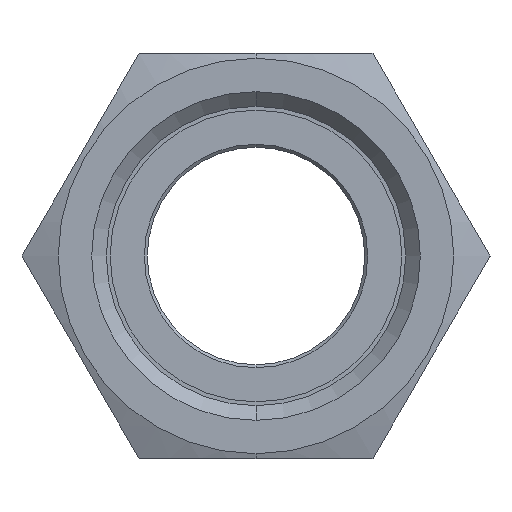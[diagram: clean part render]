
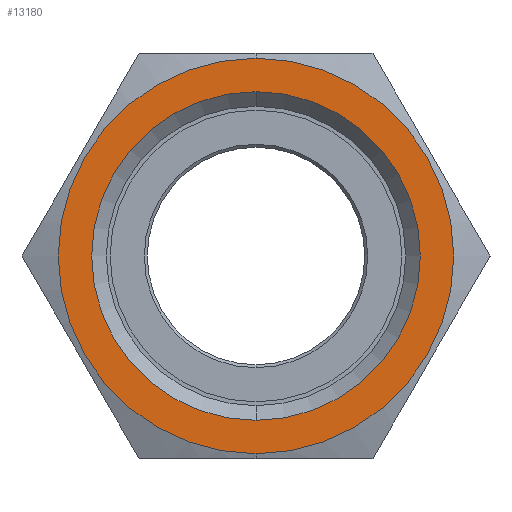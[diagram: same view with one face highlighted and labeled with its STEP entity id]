
A CAD part, left-side view. The second image highlights one B-rep face of the part: STEP entity #13180.
In plain terms, the highlighted planar face has unit normal (-1, 0, 0).
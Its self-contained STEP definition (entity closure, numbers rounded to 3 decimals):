
#136 = DIRECTION ( 'NONE',  ( 0., 0., 1. ) ) ;
#267 = AXIS2_PLACEMENT_3D ( 'NONE', #2975, #15243, #11504 ) ;
#325 = ORIENTED_EDGE ( 'NONE', *, *, #15297, .F. ) ;
#385 = ORIENTED_EDGE ( 'NONE', *, *, #1975, .F. ) ;
#538 = CIRCLE ( 'NONE', #14394, 16.625 ) ;
#1543 = CARTESIAN_POINT ( 'NONE',  ( -63., 0., -20. ) ) ;
#1836 = CARTESIAN_POINT ( 'NONE',  ( -63., 0., 0. ) ) ;
#1975 = EDGE_CURVE ( 'NONE', #9590, #15019, #538, .T. ) ;
#2116 = ORIENTED_EDGE ( 'NONE', *, *, #3680, .T. ) ;
#2143 = DIRECTION ( 'NONE',  ( 1., 0., 0. ) ) ;
#2678 = CIRCLE ( 'NONE', #267, 20. ) ;
#2975 = CARTESIAN_POINT ( 'NONE',  ( -63., 0., 0. ) ) ;
#3052 = CARTESIAN_POINT ( 'NONE',  ( -63., 0., 20. ) ) ;
#3276 = VERTEX_POINT ( 'NONE', #1543 ) ;
#3320 = PLANE ( 'NONE',  #13571 ) ;
#3680 = EDGE_CURVE ( 'NONE', #5072, #3276, #2678, .T. ) ;
#3711 = CARTESIAN_POINT ( 'NONE',  ( -63., 0., 0. ) ) ;
#4593 = DIRECTION ( 'NONE',  ( 0., 0., -1. ) ) ;
#5003 = CIRCLE ( 'NONE', #5896, 16.625 ) ;
#5072 = VERTEX_POINT ( 'NONE', #3052 ) ;
#5896 = AXIS2_PLACEMENT_3D ( 'NONE', #11419, #6623, #7763 ) ;
#6257 = EDGE_CURVE ( 'NONE', #3276, #5072, #11039, .T. ) ;
#6623 = DIRECTION ( 'NONE',  ( -1., 0., 0. ) ) ;
#6647 = DIRECTION ( 'NONE',  ( 0., 0., 1. ) ) ;
#7367 = FACE_OUTER_BOUND ( 'NONE', #10215, .T. ) ;
#7667 = CARTESIAN_POINT ( 'NONE',  ( -63., 0., 16.625 ) ) ;
#7763 = DIRECTION ( 'NONE',  ( 0., 0., 1. ) ) ;
#8289 = CARTESIAN_POINT ( 'NONE',  ( -63., 20., 0. ) ) ;
#8742 = DIRECTION ( 'NONE',  ( -1., 0., 0. ) ) ;
#9590 = VERTEX_POINT ( 'NONE', #7667 ) ;
#10215 = EDGE_LOOP ( 'NONE', ( #15614, #2116 ) ) ;
#10835 = EDGE_LOOP ( 'NONE', ( #385, #325 ) ) ;
#10885 = CARTESIAN_POINT ( 'NONE',  ( -63., 0., -16.625 ) ) ;
#11039 = CIRCLE ( 'NONE', #11442, 20. ) ;
#11419 = CARTESIAN_POINT ( 'NONE',  ( -63., 0., 0. ) ) ;
#11442 = AXIS2_PLACEMENT_3D ( 'NONE', #3711, #8742, #136 ) ;
#11504 = DIRECTION ( 'NONE',  ( 0., 0., 1. ) ) ;
#12712 = DIRECTION ( 'NONE',  ( -1., 0., 0. ) ) ;
#13180 = ADVANCED_FACE ( 'NONE', ( #15323, #7367 ), #3320, .F. ) ;
#13571 = AXIS2_PLACEMENT_3D ( 'NONE', #8289, #2143, #4593 ) ;
#14394 = AXIS2_PLACEMENT_3D ( 'NONE', #1836, #12712, #6647 ) ;
#15019 = VERTEX_POINT ( 'NONE', #10885 ) ;
#15243 = DIRECTION ( 'NONE',  ( -1., 0., 0. ) ) ;
#15297 = EDGE_CURVE ( 'NONE', #15019, #9590, #5003, .T. ) ;
#15323 = FACE_BOUND ( 'NONE', #10835, .T. ) ;
#15614 = ORIENTED_EDGE ( 'NONE', *, *, #6257, .T. ) ;
